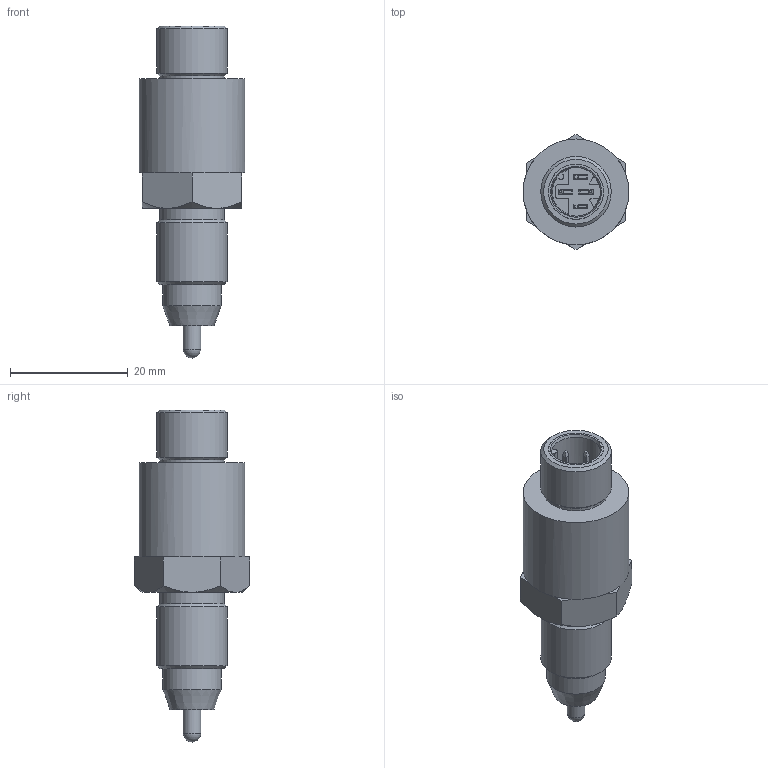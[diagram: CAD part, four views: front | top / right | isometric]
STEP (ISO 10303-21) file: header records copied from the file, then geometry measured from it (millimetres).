
FILE_DESCRIPTION( ( 'Unknown' ), '1' );
FILE_NAME( 'TE2-0.6.1010.0005.0.stp', 'Unknown', ( 'Unknown' ), ( 'Unknown' ), 'PSStep 15.0.49', 'Unknown', ' ' );
FILE_SCHEMA( ( 'AUTOMOTIVE_DESIGN { 1 0 10303 214 1 1 1 1 }' ) );
Length unit declared in the file: millimetre
Products named in the file (1): 2104120
Bounding box: 18 x 19.62 x 56.5 mm (x, y, z)
Volume: 4435.9 mm3; surface area: 5330.9 mm2
Topology: 1 solids, 3 shells, 364 faces, 975 edges, 594 vertices
Faces by surface type: plane 209, cylinder 97, cone 30, sphere 25, torus 3
Full cylindrical faces by diameter (mm): 2 x1, 3 x1, 3.459 x1, 5.8 x1, 7 x2, 8 x2, 9.4 x2, 9.7 x1, 10 x1, 11 x2, 12 x2, 14 x1, 16 x2, 18 x1
Entity records: 13912 total; most frequent: CARTESIAN_POINT 2092, DIRECTION 1874, ORIENTED_EDGE 1816, EDGE_CURVE 908, AXIS2_PLACEMENT_3D 655, VERTEX_POINT 581, LINE 564, VECTOR 564
